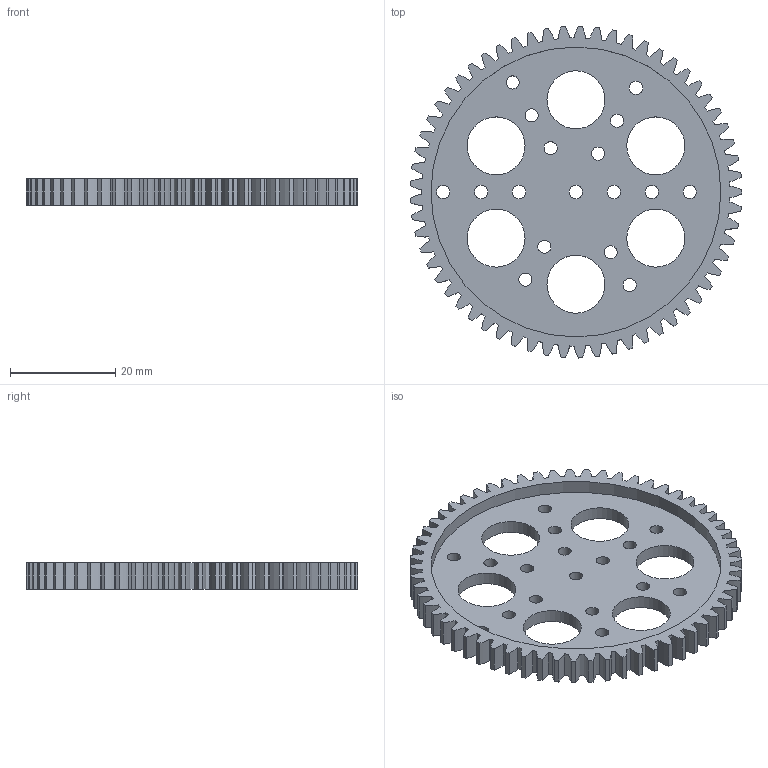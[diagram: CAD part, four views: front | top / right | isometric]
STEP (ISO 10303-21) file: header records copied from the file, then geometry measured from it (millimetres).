
FILE_DESCRIPTION(('Open CASCADE Model'),'2;1');
FILE_NAME('Open CASCADE Shape Model','2025-03-30T14:17:56',('Author'),( 'Open CASCADE'),'Open CASCADE STEP processor 7.8','Open CASCADE 7.8' ,'Unknown');
FILE_SCHEMA(('AUTOMOTIVE_DESIGN { 1 0 10303 214 1 1 1 1 }'));
Length unit declared in the file: millimetre
Products named in the file (1): Open CASCADE STEP translator 7.8 107
Bounding box: 62.97 x 62.99 x 5 mm (x, y, z)
Volume: 6965.7 mm3; surface area: 7729.8 mm2
Topology: 1 solids, 1 shells, 271 faces, 804 edges, 536 vertices
Faces by surface type: bspline 244, cylinder 24, plane 3
Full cylindrical faces by diameter (mm): 2.5 x17, 11 x6, 55 x1
Entity records: 21191 total; most frequent: CARTESIAN_POINT 8106, ORIENTED_EDGE 1608, PCURVE 1608, DEFINITIONAL_REPRESENTATION 1608, DIRECTION 1295, B_SPLINE_CURVE_WITH_KNOTS 1220, LINE 1096, VECTOR 1096
